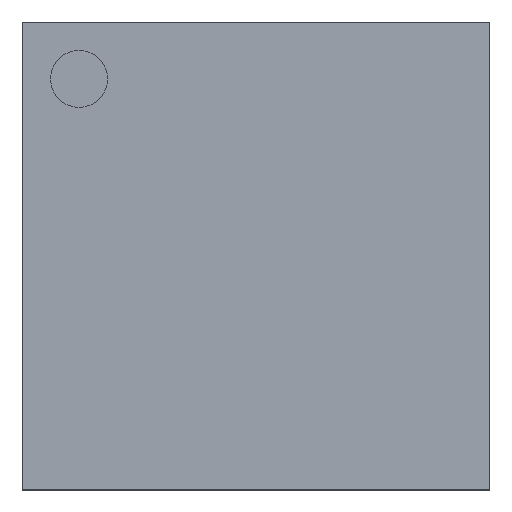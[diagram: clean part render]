
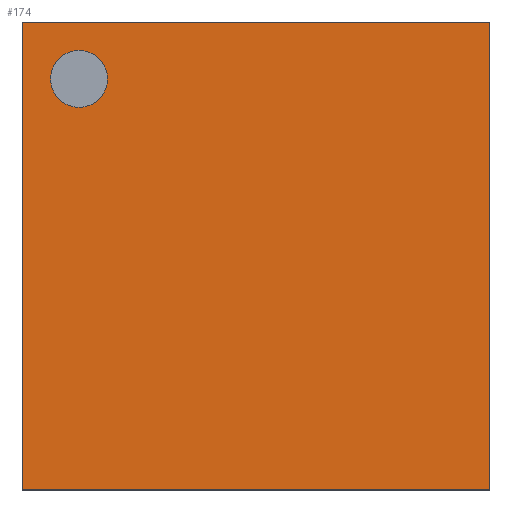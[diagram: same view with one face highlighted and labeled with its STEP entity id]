
A CAD part, top view. The second image highlights one B-rep face of the part: STEP entity #174.
In plain terms, the highlighted free-form (B-spline) face has degree [1, 1] with [2, 2] control points.
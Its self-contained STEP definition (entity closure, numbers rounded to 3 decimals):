
#70=CARTESIAN_POINT('',(-1.805,1.555,1.2));
#71=VERTEX_POINT('',#70);
#80=CARTESIAN_POINT('',(-1.305,1.555,1.2));
#81=VERTEX_POINT('',#80);
#82=CARTESIAN_POINT('',(-1.555,1.555,1.2));
#83=DIRECTION('',(0.0,0.0,-1.0));
#84=DIRECTION('',(-1.0,0.0,0.0));
#85=AXIS2_PLACEMENT_3D('',#82,#83,#84);
#86=CIRCLE('',#85,0.25);
#87=EDGE_CURVE('',#81,#71,#86,.T.);
#121=CARTESIAN_POINT('',(-1.555,1.555,1.2));
#122=DIRECTION('',(0.0,0.0,-1.0));
#123=DIRECTION('',(-1.0,0.0,0.0));
#124=AXIS2_PLACEMENT_3D('',#121,#122,#123);
#125=CIRCLE('',#124,0.25);
#126=EDGE_CURVE('',#71,#81,#125,.T.);
#131=CARTESIAN_POINT('',(-2.055,-2.055,1.2));
#132=CARTESIAN_POINT('',(2.055,-2.055,1.2));
#133=CARTESIAN_POINT('',(-2.055,2.055,1.2));
#134=CARTESIAN_POINT('',(2.055,2.055,1.2));
#135=B_SPLINE_SURFACE_WITH_KNOTS('',1,1,((#131,#133),(#132,#134)),.UNSPECIFIED.,.F.,.F.,.U.,(2,2),(2,2),(0.0,4.11),(0.0,4.11),.UNSPECIFIED.);
#136=CARTESIAN_POINT('',(2.055,2.055,1.2));
#137=VERTEX_POINT('',#136);
#138=CARTESIAN_POINT('',(2.055,-2.055,1.2));
#139=VERTEX_POINT('',#138);
#140=CARTESIAN_POINT('',(2.055,2.055,1.2));
#141=DIRECTION('',(0.0,-1.0,0.0));
#142=VECTOR('',#141,4.11);
#143=LINE('',#140,#142);
#144=EDGE_CURVE('',#137,#139,#143,.T.);
#145=ORIENTED_EDGE('',*,*,#144,.F.);
#146=CARTESIAN_POINT('',(-2.055,2.055,1.2));
#147=VERTEX_POINT('',#146);
#148=CARTESIAN_POINT('',(-2.055,2.055,1.2));
#149=DIRECTION('',(1.0,0.0,0.0));
#150=VECTOR('',#149,4.11);
#151=LINE('',#148,#150);
#152=EDGE_CURVE('',#147,#137,#151,.T.);
#153=ORIENTED_EDGE('',*,*,#152,.F.);
#154=CARTESIAN_POINT('',(-2.055,-2.055,1.2));
#155=VERTEX_POINT('',#154);
#156=CARTESIAN_POINT('',(-2.055,-2.055,1.2));
#157=DIRECTION('',(0.0,1.0,0.0));
#158=VECTOR('',#157,4.11);
#159=LINE('',#156,#158);
#160=EDGE_CURVE('',#155,#147,#159,.T.);
#161=ORIENTED_EDGE('',*,*,#160,.F.);
#162=CARTESIAN_POINT('',(2.055,-2.055,1.2));
#163=DIRECTION('',(-1.0,0.0,0.0));
#164=VECTOR('',#163,4.11);
#165=LINE('',#162,#164);
#166=EDGE_CURVE('',#139,#155,#165,.T.);
#167=ORIENTED_EDGE('',*,*,#166,.F.);
#168=EDGE_LOOP('',(#145,#153,#161,#167));
#169=FACE_OUTER_BOUND('',#168,.T.);
#170=ORIENTED_EDGE('',*,*,#87,.T.);
#171=ORIENTED_EDGE('',*,*,#126,.T.);
#172=EDGE_LOOP('',(#170,#171));
#173=FACE_BOUND('',#172,.T.);
#174=ADVANCED_FACE('',(#169,#173),#135,.T.);
